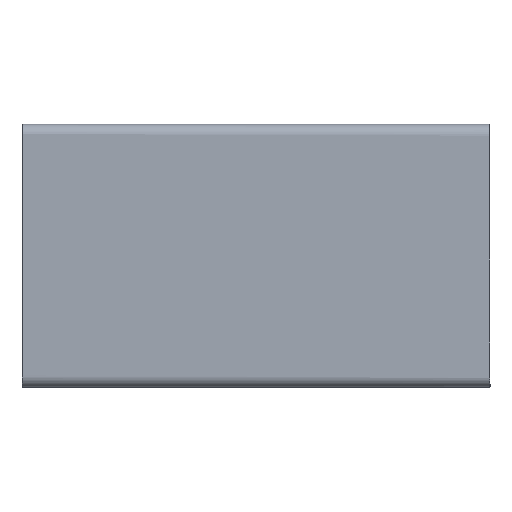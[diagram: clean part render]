
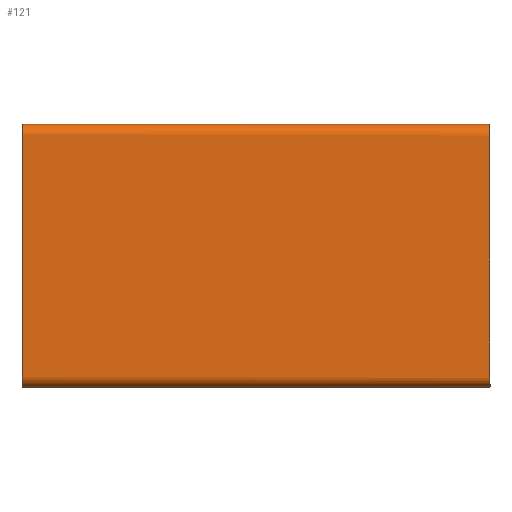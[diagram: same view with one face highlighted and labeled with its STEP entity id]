
A CAD part, left-side view. The second image highlights one B-rep face of the part: STEP entity #121.
In plain terms, the highlighted free-form (B-spline) face has degree [2, 1] with [9, 2] control points.
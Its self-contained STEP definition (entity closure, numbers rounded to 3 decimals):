
#33=(
BOUNDED_CURVE()
B_SPLINE_CURVE(2,(#1229,#1230,#1231,#1232,#1233,#1234,#1235,#1236,#1237),
 .UNSPECIFIED.,.F.,.F.)
B_SPLINE_CURVE_WITH_KNOTS((3,2,2,2,3),(-0.031,0.,
0.41,0.441,0.671),.UNSPECIFIED.)
CURVE()
GEOMETRIC_REPRESENTATION_ITEM()
RATIONAL_B_SPLINE_CURVE((1.,0.707,1.,1.,1.,0.707,
1.,1.,1.))
REPRESENTATION_ITEM('')
);
#34=(
BOUNDED_CURVE()
B_SPLINE_CURVE(2,(#1238,#1239,#1240,#1241,#1242,#1243,#1244,#1245,#1246),
 .UNSPECIFIED.,.F.,.F.)
B_SPLINE_CURVE_WITH_KNOTS((3,2,2,2,3),(-0.031,0.,
0.41,0.441,0.671),.UNSPECIFIED.)
CURVE()
GEOMETRIC_REPRESENTATION_ITEM()
RATIONAL_B_SPLINE_CURVE((1.,0.707,1.,1.,1.,0.707,
1.,1.,1.))
REPRESENTATION_ITEM('')
);
#41=(
BOUNDED_CURVE()
B_SPLINE_CURVE(2,(#1289,#1290,#1291,#1292,#1293,#1294,#1295,#1296,#1297),
 .UNSPECIFIED.,.F.,.F.)
B_SPLINE_CURVE_WITH_KNOTS((3,2,2,2,3),(-0.671,-0.441,
-0.41,0.,0.031),.UNSPECIFIED.)
CURVE()
GEOMETRIC_REPRESENTATION_ITEM()
RATIONAL_B_SPLINE_CURVE((1.,1.,1.,0.707,1.,1.,1.,0.707,
1.))
REPRESENTATION_ITEM('')
);
#42=(
BOUNDED_CURVE()
B_SPLINE_CURVE(2,(#1298,#1299,#1300,#1301,#1302,#1303,#1304,#1305,#1306),
 .UNSPECIFIED.,.F.,.F.)
B_SPLINE_CURVE_WITH_KNOTS((3,2,2,2,3),(-0.671,-0.441,
-0.41,0.,0.031),.UNSPECIFIED.)
CURVE()
GEOMETRIC_REPRESENTATION_ITEM()
RATIONAL_B_SPLINE_CURVE((1.,1.,1.,0.707,1.,1.,1.,0.707,
1.))
REPRESENTATION_ITEM('')
);
#54=(
BOUNDED_SURFACE()
B_SPLINE_SURFACE(2,1,((#1166,#1167),(#1168,#1169),(#1170,#1171),(#1172,#1173),
(#1174,#1175),(#1176,#1177),(#1178,#1179),(#1180,#1181),(#1182,#1183)),
 .UNSPECIFIED.,.F.,.F.,.F.)
B_SPLINE_SURFACE_WITH_KNOTS((3,2,2,2,3),(2,2),(-0.031,0.,0.41,
0.441,0.671),(0.,0.8),
 .UNSPECIFIED.)
GEOMETRIC_REPRESENTATION_ITEM()
RATIONAL_B_SPLINE_SURFACE(((1.,1.),(0.707,0.707),
(1.,1.),(1.,1.),(1.,1.),(0.707,0.707),(1.,1.),(1.,
1.),(1.,1.)))
REPRESENTATION_ITEM('')
SURFACE()
);
#56=(
BOUNDED_SURFACE()
B_SPLINE_SURFACE(2,1,((#1207,#1208),(#1209,#1210),(#1211,#1212),(#1213,#1214),
(#1215,#1216),(#1217,#1218),(#1219,#1220)),.UNSPECIFIED.,.F.,.F.,.F.)
B_SPLINE_SURFACE_WITH_KNOTS((3,2,2,3),(2,2),(1.413,1.453,
1.469,1.639),(0.,0.8),.UNSPECIFIED.)
GEOMETRIC_REPRESENTATION_ITEM()
RATIONAL_B_SPLINE_SURFACE(((1.,1.),(1.,1.),(1.,1.),(0.707,0.707),
(1.,1.),(1.,1.),(1.,1.)))
REPRESENTATION_ITEM('')
SURFACE()
);
#121=ADVANCED_FACE('',(#143),#54,.T.);
#143=FACE_OUTER_BOUND('',#165,.T.);
#165=EDGE_LOOP('',(#237,#238,#239,#240));
#237=ORIENTED_EDGE('',*,*,#501,.T.);
#238=ORIENTED_EDGE('',*,*,#493,.F.);
#239=ORIENTED_EDGE('',*,*,#502,.T.);
#240=ORIENTED_EDGE('',*,*,#497,.F.);
#313=PCURVE('',#632,#397);
#317=PCURVE('',#633,#401);
#321=PCURVE('',#54,#405);
#322=PCURVE('',#54,#406);
#323=PCURVE('',#54,#407);
#324=PCURVE('',#54,#408);
#327=PCURVE('',#634,#411);
#334=PCURVE('',#56,#418);
#397=DEFINITIONAL_REPRESENTATION('',(#34),#1390);
#401=DEFINITIONAL_REPRESENTATION('',(#42),#1390);
#405=DEFINITIONAL_REPRESENTATION('',(#574),#1390);
#406=DEFINITIONAL_REPRESENTATION('',(#575),#1390);
#407=DEFINITIONAL_REPRESENTATION('',(#577),#1390);
#408=DEFINITIONAL_REPRESENTATION('',(#578),#1390);
#411=DEFINITIONAL_REPRESENTATION('',(#582),#1390);
#418=DEFINITIONAL_REPRESENTATION('',(#590),#1390);
#451=SURFACE_CURVE('',#33,(#313,#322),.PCURVE_S1.);
#455=SURFACE_CURVE('',#41,(#317,#324),.PCURVE_S1.);
#459=SURFACE_CURVE('',#573,(#321,#327),.PCURVE_S1.);
#460=SURFACE_CURVE('',#576,(#323,#334),.PCURVE_S1.);
#493=EDGE_CURVE('',#613,#614,#451,.T.);
#497=EDGE_CURVE('',#617,#620,#455,.T.);
#501=EDGE_CURVE('',#617,#614,#459,.T.);
#502=EDGE_CURVE('',#613,#620,#460,.T.);
#573=B_SPLINE_CURVE_WITH_KNOTS('',1,(#1349,#1350),.UNSPECIFIED.,.F.,.F.,
(2,2),(0.,0.8),.UNSPECIFIED.);
#574=B_SPLINE_CURVE_WITH_KNOTS('',1,(#1351,#1352),.UNSPECIFIED.,.F.,.F.,
(2,2),(0.,0.8),.UNSPECIFIED.);
#575=B_SPLINE_CURVE_WITH_KNOTS('',1,(#1353,#1354),.UNSPECIFIED.,.F.,.F.,
(2,2),(-0.031,0.671),.UNSPECIFIED.);
#576=B_SPLINE_CURVE_WITH_KNOTS('',1,(#1355,#1356),.UNSPECIFIED.,.F.,.F.,
(2,2),(-0.8,0.),.UNSPECIFIED.);
#577=B_SPLINE_CURVE_WITH_KNOTS('',1,(#1357,#1358),.UNSPECIFIED.,.F.,.F.,
(2,2),(-0.8,0.),.UNSPECIFIED.);
#578=B_SPLINE_CURVE_WITH_KNOTS('',1,(#1359,#1360),.UNSPECIFIED.,.F.,.F.,
(2,2),(-0.671,0.031),.UNSPECIFIED.);
#582=B_SPLINE_CURVE_WITH_KNOTS('',1,(#1367,#1368),.UNSPECIFIED.,.F.,.F.,
(2,2),(0.,0.8),.UNSPECIFIED.);
#590=B_SPLINE_CURVE_WITH_KNOTS('',1,(#1383,#1384),.UNSPECIFIED.,.F.,.F.,
(2,2),(-0.8,0.),.UNSPECIFIED.);
#613=VERTEX_POINT('',#1221);
#614=VERTEX_POINT('',#1222);
#617=VERTEX_POINT('',#1225);
#620=VERTEX_POINT('',#1228);
#632=PLANE('',#666);
#633=PLANE('',#667);
#634=PLANE('',#668);
#666=AXIS2_PLACEMENT_3D('',#1164,#683,$);
#667=AXIS2_PLACEMENT_3D('',#1165,#684,$);
#668=AXIS2_PLACEMENT_3D('',#1184,#685,$);
#683=DIRECTION('',(0.,1.,0.));
#684=DIRECTION('',(0.,-1.,0.));
#685=DIRECTION('',(1.,0.,0.));
#1164=CARTESIAN_POINT('',(-0.8,0.4,0.));
#1165=CARTESIAN_POINT('',(-0.8,-0.4,0.45));
#1166=CARTESIAN_POINT('',(-0.78,-0.4,0.));
#1167=CARTESIAN_POINT('',(-0.78,0.4,0.));
#1168=CARTESIAN_POINT('',(-0.8,-0.4,0.));
#1169=CARTESIAN_POINT('',(-0.8,0.4,0.));
#1170=CARTESIAN_POINT('',(-0.8,-0.4,0.02));
#1171=CARTESIAN_POINT('',(-0.8,0.4,0.02));
#1172=CARTESIAN_POINT('',(-0.8,-0.4,0.225));
#1173=CARTESIAN_POINT('',(-0.8,0.4,0.225));
#1174=CARTESIAN_POINT('',(-0.8,-0.4,0.43));
#1175=CARTESIAN_POINT('',(-0.8,0.4,0.43));
#1176=CARTESIAN_POINT('',(-0.8,-0.4,0.45));
#1177=CARTESIAN_POINT('',(-0.8,0.4,0.45));
#1178=CARTESIAN_POINT('',(-0.78,-0.4,0.45));
#1179=CARTESIAN_POINT('',(-0.78,0.4,0.45));
#1180=CARTESIAN_POINT('',(-0.665,-0.4,0.45));
#1181=CARTESIAN_POINT('',(-0.665,0.4,0.45));
#1182=CARTESIAN_POINT('',(-0.55,-0.4,0.45));
#1183=CARTESIAN_POINT('',(-0.55,0.4,0.45));
#1184=CARTESIAN_POINT('',(-0.55,-0.4,0.45));
#1207=CARTESIAN_POINT('',(-0.6,-0.4,0.05));
#1208=CARTESIAN_POINT('',(-0.6,0.4,0.05));
#1209=CARTESIAN_POINT('',(-0.6,-0.4,0.03));
#1210=CARTESIAN_POINT('',(-0.6,0.4,0.03));
#1211=CARTESIAN_POINT('',(-0.6,-0.4,0.01));
#1212=CARTESIAN_POINT('',(-0.6,0.4,0.01));
#1213=CARTESIAN_POINT('',(-0.6,-0.4,0.));
#1214=CARTESIAN_POINT('',(-0.6,0.4,0.));
#1215=CARTESIAN_POINT('',(-0.61,-0.4,0.));
#1216=CARTESIAN_POINT('',(-0.61,0.4,0.));
#1217=CARTESIAN_POINT('',(-0.695,-0.4,0.));
#1218=CARTESIAN_POINT('',(-0.695,0.4,0.));
#1219=CARTESIAN_POINT('',(-0.78,-0.4,0.));
#1220=CARTESIAN_POINT('',(-0.78,0.4,0.));
#1221=CARTESIAN_POINT('',(-0.78,0.4,0.));
#1222=CARTESIAN_POINT('',(-0.55,0.4,0.45));
#1225=CARTESIAN_POINT('',(-0.55,-0.4,0.45));
#1228=CARTESIAN_POINT('',(-0.78,-0.4,0.));
#1229=CARTESIAN_POINT('',(-0.78,0.4,0.));
#1230=CARTESIAN_POINT('',(-0.8,0.4,0.));
#1231=CARTESIAN_POINT('',(-0.8,0.4,0.02));
#1232=CARTESIAN_POINT('',(-0.8,0.4,0.225));
#1233=CARTESIAN_POINT('',(-0.8,0.4,0.43));
#1234=CARTESIAN_POINT('',(-0.8,0.4,0.45));
#1235=CARTESIAN_POINT('',(-0.78,0.4,0.45));
#1236=CARTESIAN_POINT('',(-0.665,0.4,0.45));
#1237=CARTESIAN_POINT('',(-0.55,0.4,0.45));
#1238=CARTESIAN_POINT('',(0.,0.));
#1239=CARTESIAN_POINT('',(0.,-0.02));
#1240=CARTESIAN_POINT('',(0.02,-0.02));
#1241=CARTESIAN_POINT('',(0.225,-0.02));
#1242=CARTESIAN_POINT('',(0.43,-0.02));
#1243=CARTESIAN_POINT('',(0.45,-0.02));
#1244=CARTESIAN_POINT('',(0.45,0.));
#1245=CARTESIAN_POINT('',(0.45,0.115));
#1246=CARTESIAN_POINT('',(0.45,0.23));
#1289=CARTESIAN_POINT('',(-0.55,-0.4,0.45));
#1290=CARTESIAN_POINT('',(-0.665,-0.4,0.45));
#1291=CARTESIAN_POINT('',(-0.78,-0.4,0.45));
#1292=CARTESIAN_POINT('',(-0.8,-0.4,0.45));
#1293=CARTESIAN_POINT('',(-0.8,-0.4,0.43));
#1294=CARTESIAN_POINT('',(-0.8,-0.4,0.225));
#1295=CARTESIAN_POINT('',(-0.8,-0.4,0.02));
#1296=CARTESIAN_POINT('',(-0.8,-0.4,0.));
#1297=CARTESIAN_POINT('',(-0.78,-0.4,0.));
#1298=CARTESIAN_POINT('',(0.,0.));
#1299=CARTESIAN_POINT('',(0.,-0.115));
#1300=CARTESIAN_POINT('',(0.,-0.23));
#1301=CARTESIAN_POINT('',(0.,-0.25));
#1302=CARTESIAN_POINT('',(0.02,-0.25));
#1303=CARTESIAN_POINT('',(0.225,-0.25));
#1304=CARTESIAN_POINT('',(0.43,-0.25));
#1305=CARTESIAN_POINT('',(0.45,-0.25));
#1306=CARTESIAN_POINT('',(0.45,-0.23));
#1349=CARTESIAN_POINT('',(-0.55,-0.4,0.45));
#1350=CARTESIAN_POINT('',(-0.55,0.4,0.45));
#1351=CARTESIAN_POINT('',(0.671,0.));
#1352=CARTESIAN_POINT('',(0.671,0.8));
#1353=CARTESIAN_POINT('',(-0.031,0.8));
#1354=CARTESIAN_POINT('',(0.671,0.8));
#1355=CARTESIAN_POINT('',(-0.78,0.4,0.));
#1356=CARTESIAN_POINT('',(-0.78,-0.4,0.));
#1357=CARTESIAN_POINT('',(-0.031,0.8));
#1358=CARTESIAN_POINT('',(-0.031,0.));
#1359=CARTESIAN_POINT('',(0.671,0.));
#1360=CARTESIAN_POINT('',(-0.031,0.));
#1367=CARTESIAN_POINT('',(0.671,0.));
#1368=CARTESIAN_POINT('',(0.671,0.8));
#1383=CARTESIAN_POINT('',(1.639,0.8));
#1384=CARTESIAN_POINT('',(1.639,0.));
#1390=(
GEOMETRIC_REPRESENTATION_CONTEXT(2)
PARAMETRIC_REPRESENTATION_CONTEXT()
REPRESENTATION_CONTEXT('pspace','')
);
